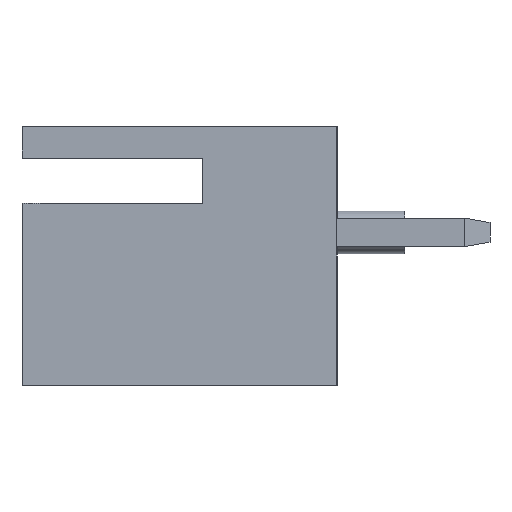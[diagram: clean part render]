
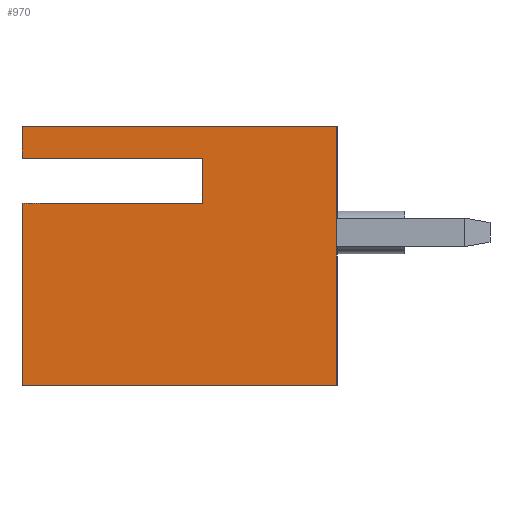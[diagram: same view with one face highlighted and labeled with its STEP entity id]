
A CAD part, left-side view. The second image highlights one B-rep face of the part: STEP entity #970.
In plain terms, the highlighted planar face has unit normal (-1, 0, 0).
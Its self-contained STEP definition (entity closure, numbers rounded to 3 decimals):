
#35 = CARTESIAN_POINT ( 'NONE',  ( -7.45, 7., -2.875 ) ) ;
#91 = VERTEX_POINT ( 'NONE', #2671 ) ;
#136 = CARTESIAN_POINT ( 'NONE',  ( -7.45, 7., 2.875 ) ) ;
#204 = DIRECTION ( 'NONE',  ( 0., 1., 0. ) ) ;
#295 = DIRECTION ( 'NONE',  ( 0., -1., 0. ) ) ;
#361 = DIRECTION ( 'NONE',  ( 0., 0., 1. ) ) ;
#386 = ORIENTED_EDGE ( 'NONE', *, *, #3770, .T. ) ;
#401 = LINE ( 'NONE', #136, #1904 ) ;
#463 = VECTOR ( 'NONE', #361, 1000. ) ;
#623 = CARTESIAN_POINT ( 'NONE',  ( -7.45, 3., 2.175 ) ) ;
#719 = CARTESIAN_POINT ( 'NONE',  ( -7.45, 0., 2.875 ) ) ;
#721 = VECTOR ( 'NONE', #295, 1000. ) ;
#736 = EDGE_CURVE ( 'NONE', #2166, #3522, #2300, .T. ) ;
#744 = ORIENTED_EDGE ( 'NONE', *, *, #2447, .F. ) ;
#777 = CARTESIAN_POINT ( 'NONE',  ( -7.45, 7., 1.175 ) ) ;
#791 = CARTESIAN_POINT ( 'NONE',  ( -7.45, 7., -2.875 ) ) ;
#810 = CARTESIAN_POINT ( 'NONE',  ( -7.45, 7., -2.875 ) ) ;
#896 = CARTESIAN_POINT ( 'NONE',  ( -7.45, 7., 2.175 ) ) ;
#964 = EDGE_CURVE ( 'NONE', #91, #1837, #1041, .T. ) ;
#970 = ADVANCED_FACE ( 'NONE', ( #2260 ), #1690, .F. ) ;
#1041 = LINE ( 'NONE', #777, #3864 ) ;
#1122 = DIRECTION ( 'NONE',  ( 0., 0., 1. ) ) ;
#1151 = LINE ( 'NONE', #1477, #2786 ) ;
#1410 = LINE ( 'NONE', #2936, #2124 ) ;
#1412 = ORIENTED_EDGE ( 'NONE', *, *, #3476, .T. ) ;
#1477 = CARTESIAN_POINT ( 'NONE',  ( -7.45, 7., 2.175 ) ) ;
#1605 = ORIENTED_EDGE ( 'NONE', *, *, #2182, .F. ) ;
#1634 = ORIENTED_EDGE ( 'NONE', *, *, #3729, .F. ) ;
#1642 = LINE ( 'NONE', #2989, #3157 ) ;
#1690 = PLANE ( 'NONE',  #2483 ) ;
#1837 = VERTEX_POINT ( 'NONE', #2060 ) ;
#1855 = EDGE_CURVE ( 'NONE', #2118, #1896, #1151, .T. ) ;
#1896 = VERTEX_POINT ( 'NONE', #623 ) ;
#1904 = VECTOR ( 'NONE', #2539, 1000. ) ;
#1961 = LINE ( 'NONE', #2143, #463 ) ;
#1997 = DIRECTION ( 'NONE',  ( 0., 0., -1. ) ) ;
#2060 = CARTESIAN_POINT ( 'NONE',  ( -7.45, 7., 1.175 ) ) ;
#2090 = CARTESIAN_POINT ( 'NONE',  ( -7.45, 0., -2.875 ) ) ;
#2118 = VERTEX_POINT ( 'NONE', #896 ) ;
#2124 = VECTOR ( 'NONE', #1122, 1000. ) ;
#2143 = CARTESIAN_POINT ( 'NONE',  ( -7.45, 7., -2.875 ) ) ;
#2166 = VERTEX_POINT ( 'NONE', #35 ) ;
#2182 = EDGE_CURVE ( 'NONE', #2118, #2632, #1961, .T. ) ;
#2227 = VECTOR ( 'NONE', #3534, 1000. ) ;
#2260 = FACE_OUTER_BOUND ( 'NONE', #3324, .T. ) ;
#2300 = LINE ( 'NONE', #3892, #721 ) ;
#2306 = CARTESIAN_POINT ( 'NONE',  ( -7.45, 7., 2.875 ) ) ;
#2447 = EDGE_CURVE ( 'NONE', #2632, #3713, #401, .T. ) ;
#2483 = AXIS2_PLACEMENT_3D ( 'NONE', #791, #3817, #1997 ) ;
#2539 = DIRECTION ( 'NONE',  ( 0., -1., 0. ) ) ;
#2583 = ORIENTED_EDGE ( 'NONE', *, *, #736, .T. ) ;
#2632 = VERTEX_POINT ( 'NONE', #2306 ) ;
#2671 = CARTESIAN_POINT ( 'NONE',  ( -7.45, 3., 1.175 ) ) ;
#2786 = VECTOR ( 'NONE', #3600, 1000. ) ;
#2836 = ORIENTED_EDGE ( 'NONE', *, *, #964, .T. ) ;
#2936 = CARTESIAN_POINT ( 'NONE',  ( -7.45, 0., -2.875 ) ) ;
#2989 = CARTESIAN_POINT ( 'NONE',  ( -7.45, 3., -2.875 ) ) ;
#3026 = LINE ( 'NONE', #810, #2227 ) ;
#3157 = VECTOR ( 'NONE', #3288, 1000. ) ;
#3288 = DIRECTION ( 'NONE',  ( 0., 0., -1. ) ) ;
#3324 = EDGE_LOOP ( 'NONE', ( #1412, #2836, #1634, #2583, #386, #744, #1605, #3759 ) ) ;
#3476 = EDGE_CURVE ( 'NONE', #1896, #91, #1642, .T. ) ;
#3522 = VERTEX_POINT ( 'NONE', #2090 ) ;
#3534 = DIRECTION ( 'NONE',  ( 0., 0., 1. ) ) ;
#3600 = DIRECTION ( 'NONE',  ( 0., -1., 0. ) ) ;
#3713 = VERTEX_POINT ( 'NONE', #719 ) ;
#3729 = EDGE_CURVE ( 'NONE', #2166, #1837, #3026, .T. ) ;
#3759 = ORIENTED_EDGE ( 'NONE', *, *, #1855, .T. ) ;
#3770 = EDGE_CURVE ( 'NONE', #3522, #3713, #1410, .T. ) ;
#3817 = DIRECTION ( 'NONE',  ( 1., 0., 0. ) ) ;
#3864 = VECTOR ( 'NONE', #204, 1000. ) ;
#3892 = CARTESIAN_POINT ( 'NONE',  ( -7.45, 7., -2.875 ) ) ;
